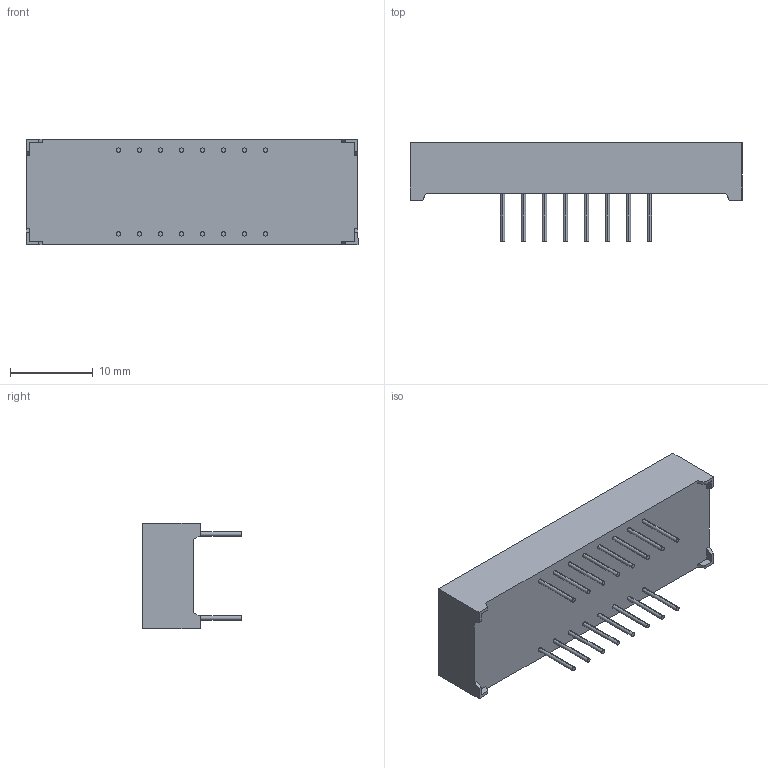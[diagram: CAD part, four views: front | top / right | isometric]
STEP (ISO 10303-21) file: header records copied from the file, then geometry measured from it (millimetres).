
FILE_DESCRIPTION (( 'STEP AP214' ), '1' );
FILE_NAME ('F415-6.STEP', '2013-10-24T01:39:21', ( 'icepak' ), ( '' ), 'SwSTEP 2.0', 'SolidWorks 2007', '' );
FILE_SCHEMA (( 'AUTOMOTIVE_DESIGN' ));
Length unit declared in the file: millimetre
Products named in the file (1): F415-6
Bounding box: 40.2 x 12 x 12.8 mm (x, y, z)
Volume: 3210.8 mm3; surface area: 1862.1 mm2
Topology: 1 solids, 1 shells, 291 faces, 714 edges, 476 vertices
Faces by surface type: plane 245, cylinder 46
Entity records: 9042 total; most frequent: CARTESIAN_POINT 1482, ORIENTED_EDGE 1428, DIRECTION 1390, EDGE_CURVE 714, VECTOR 622, LINE 622, VERTEX_POINT 476, AXIS2_PLACEMENT_3D 384
